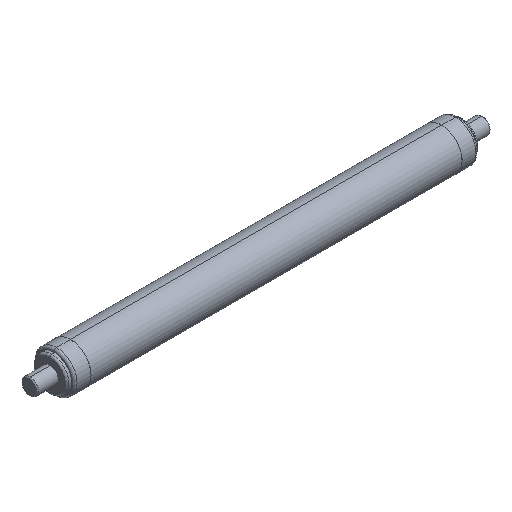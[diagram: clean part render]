
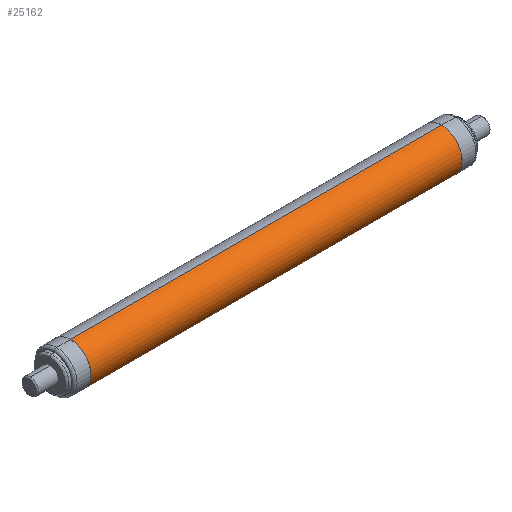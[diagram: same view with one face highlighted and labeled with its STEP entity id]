
A CAD part, isometric view. The second image highlights one B-rep face of the part: STEP entity #25162.
In plain terms, the highlighted cylindrical face has radius 10 mm (diameter 20 mm), a partial arc.
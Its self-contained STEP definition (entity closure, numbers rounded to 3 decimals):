
#2181 = LINE ( 'NONE', #10480, #14545 ) ;
#2585 = CARTESIAN_POINT ( 'NONE',  ( 180., 0., 0. ) ) ;
#2701 = CIRCLE ( 'NONE', #11471, 10. ) ;
#5363 = FACE_OUTER_BOUND ( 'NONE', #26179, .T. ) ;
#5374 = EDGE_CURVE ( 'NONE', #20095, #21519, #2181, .T. ) ;
#6162 = DIRECTION ( 'NONE',  ( 0., 0., -1. ) ) ;
#6278 = VERTEX_POINT ( 'NONE', #26225 ) ;
#7244 = ORIENTED_EDGE ( 'NONE', *, *, #18072, .T. ) ;
#7989 = CIRCLE ( 'NONE', #14422, 10. ) ;
#8293 = CARTESIAN_POINT ( 'NONE',  ( 180., 0., 0. ) ) ;
#9448 = CARTESIAN_POINT ( 'NONE',  ( 0., 0., 10. ) ) ;
#10480 = CARTESIAN_POINT ( 'NONE',  ( 180., 0., 10. ) ) ;
#10501 = DIRECTION ( 'NONE',  ( 1., 0., 0. ) ) ;
#11471 = AXIS2_PLACEMENT_3D ( 'NONE', #15907, #22016, #22192 ) ;
#12224 = LINE ( 'NONE', #12905, #23622 ) ;
#12635 = DIRECTION ( 'NONE',  ( -1., 0., 0. ) ) ;
#12905 = CARTESIAN_POINT ( 'NONE',  ( 180., 0., -10. ) ) ;
#13884 = EDGE_CURVE ( 'NONE', #20095, #15374, #7989, .T. ) ;
#14414 = AXIS2_PLACEMENT_3D ( 'NONE', #2585, #16489, #23209 ) ;
#14422 = AXIS2_PLACEMENT_3D ( 'NONE', #8293, #10501, #6162 ) ;
#14545 = VECTOR ( 'NONE', #22272, 1000. ) ;
#15374 = VERTEX_POINT ( 'NONE', #20032 ) ;
#15907 = CARTESIAN_POINT ( 'NONE',  ( 0., 0., 0. ) ) ;
#16489 = DIRECTION ( 'NONE',  ( -1., 0., 0. ) ) ;
#16494 = ORIENTED_EDGE ( 'NONE', *, *, #13884, .F. ) ;
#17998 = CYLINDRICAL_SURFACE ( 'NONE', #14414, 10. ) ;
#18072 = EDGE_CURVE ( 'NONE', #21519, #6278, #2701, .T. ) ;
#19673 = ORIENTED_EDGE ( 'NONE', *, *, #26269, .F. ) ;
#20032 = CARTESIAN_POINT ( 'NONE',  ( 180., 0., -10. ) ) ;
#20095 = VERTEX_POINT ( 'NONE', #22820 ) ;
#21519 = VERTEX_POINT ( 'NONE', #9448 ) ;
#22016 = DIRECTION ( 'NONE',  ( 1., 0., 0. ) ) ;
#22192 = DIRECTION ( 'NONE',  ( 0., 0., -1. ) ) ;
#22272 = DIRECTION ( 'NONE',  ( -1., 0., 0. ) ) ;
#22820 = CARTESIAN_POINT ( 'NONE',  ( 180., 0., 10. ) ) ;
#23209 = DIRECTION ( 'NONE',  ( 0., 0., 1. ) ) ;
#23466 = ORIENTED_EDGE ( 'NONE', *, *, #5374, .T. ) ;
#23622 = VECTOR ( 'NONE', #12635, 1000. ) ;
#25162 = ADVANCED_FACE ( 'NONE', ( #5363 ), #17998, .T. ) ;
#26179 = EDGE_LOOP ( 'NONE', ( #19673, #16494, #23466, #7244 ) ) ;
#26225 = CARTESIAN_POINT ( 'NONE',  ( 0., 0., -10. ) ) ;
#26269 = EDGE_CURVE ( 'NONE', #15374, #6278, #12224, .T. ) ;
